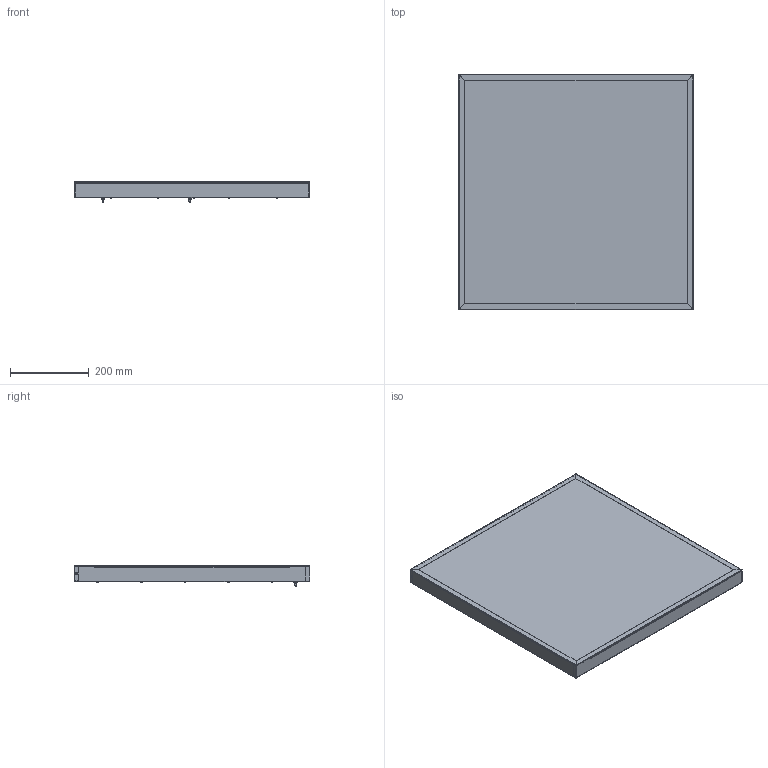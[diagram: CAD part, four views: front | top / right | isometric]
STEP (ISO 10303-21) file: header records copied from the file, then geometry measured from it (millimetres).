
FILE_DESCRIPTION(('STEP AP203'), '1');
FILE_NAME('001.0066.04.000 - ÃÑÎ-Àðìñòðîíã IP20 5 ëèíååê', '', ('UNSPECIFIED'), ('UNSPECIFIED'), 'C3D Converter', 'C3D Toolkit', '');
FILE_SCHEMA(('CONFIG_CONTROL_DESIGN'));
Length unit declared in the file: millimetre
Products named in the file (18): 001.0066.04.000
Assembly tree (52 placements, depth 3):
  001.0066.04.000
    (unnamed)  x2
    (unnamed)
    (unnamed)
    (unnamed)  x2
    (unnamed)
    (unnamed)
    (unnamed)
    (unnamed)  x2
    (unnamed)
    (unnamed)
    (unnamed)
    (unnamed)
    (unnamed)  x5
      (unnamed)
      (unnamed)
      (unnamed)
      (unnamed)
      (unnamed)
Bounding box: 597.34 x 596.08 x 50.8 mm (x, y, z)
Volume: 1117469.7 mm3; surface area: 1844707.8 mm2
Topology: 175 solids, 175 shells, 1539 faces, 3575 edges, 2407 vertices
Faces by surface type: plane 1210, cylinder 202, sphere 56, cone 30, torus 29, bspline 12
Full cylindrical faces by diameter (mm): 1 x27, 1.522 x10, 3.2 x27, 3.5 x26, 4 x4, 7.6 x2, 10 x1
Entity records: 14530 total; most frequent: CARTESIAN_POINT 2684, DIRECTION 1622, ORIENTED_EDGE 1512, EDGE_CURVE 756, AXIS2_PLACEMENT_3D 544, LINE 534, VECTOR 534, VERTEX_POINT 497
